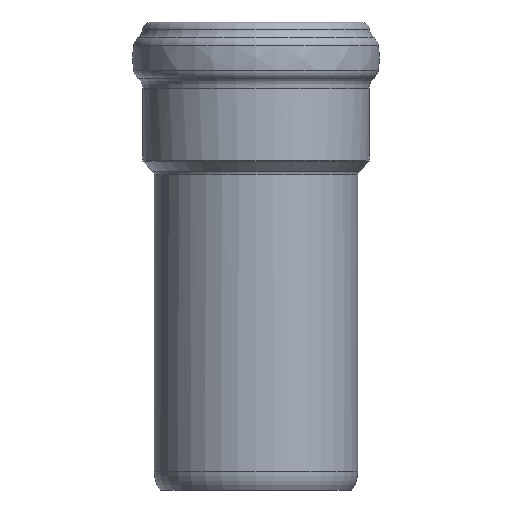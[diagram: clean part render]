
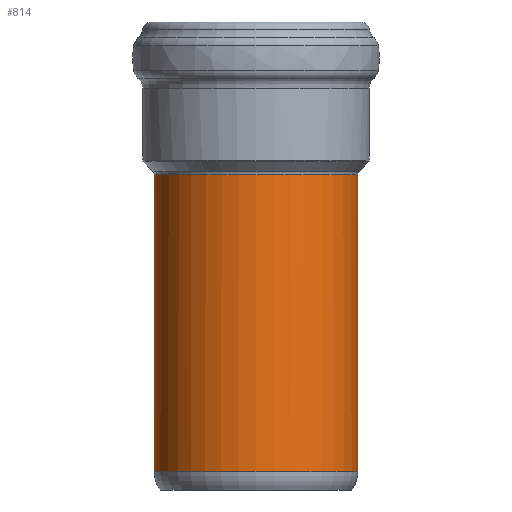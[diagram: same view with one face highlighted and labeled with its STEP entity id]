
A CAD part, left-side view. The second image highlights one B-rep face of the part: STEP entity #814.
In plain terms, the highlighted cylindrical face has radius 39.05 mm (diameter 78.1 mm), a full revolution.
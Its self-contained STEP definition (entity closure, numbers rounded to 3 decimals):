
#20=FACE_BOUND('',#242,.T.);
#65=CYLINDRICAL_SURFACE('',#900,39.05);
#113=B_SPLINE_CURVE_WITH_KNOTS('',3,(#1375,#1376,#1377,#1378,#1379,#1380,
#1381,#1382,#1383,#1384,#1385,#1386,#1387,#1388,#1389,#1390,#1391,#1392,
#1393,#1394,#1395,#1396,#1397,#1398,#1399,#1400,#1401,#1402,#1403,#1404,
#1405,#1406,#1407,#1408,#1409,#1410,#1411,#1412,#1413,#1414,#1415,#1416,
#1417,#1418,#1419,#1420,#1421,#1422,#1423,#1424,#1425,#1426,#1427,#1428,
#1429,#1430,#1431,#1432,#1433,#1434,#1435,#1436,#1437,#1438,#1439,#1440,
#1441,#1442,#1443,#1444,#1445,#1446,#1447,#1448,#1449,#1450,#1451,#1452,
#1453,#1454,#1455,#1456),.UNSPECIFIED.,.F.,.F.,(4,3,3,3,3,3,3,3,3,3,3,3,
3,3,3,3,3,3,3,3,3,3,3,3,3,3,3,4),(-18.813,-17.561,-16.811,
-16.309,-15.474,-15.117,-14.64,
-14.254,-13.805,-12.989,-12.97,
-12.135,-11.3,-10.465,-9.63,-8.796,
-7.961,-7.869,-7.127,-6.292,
-6.153,-5.457,-4.999,-4.622,
-3.787,-2.534,-1.797,-1.283),
 .UNSPECIFIED.);
#133=B_SPLINE_CURVE_WITH_KNOTS('',3,(#2054,#2055,#2056,#2057),
 .UNSPECIFIED.,.F.,.F.,(4,4),(-17.616,-17.267),
 .UNSPECIFIED.);
#135=B_SPLINE_CURVE_WITH_KNOTS('',3,(#2090,#2091,#2092,#2093),
 .UNSPECIFIED.,.F.,.F.,(4,4),(-12.694,-12.345),
 .UNSPECIFIED.);
#173=FACE_OUTER_BOUND('',#241,.T.);
#241=EDGE_LOOP('',(#675));
#242=EDGE_LOOP('',(#676,#677,#678,#679));
#343=CIRCLE('',#879,39.05);
#358=CIRCLE('',#901,39.05);
#405=VERTEX_POINT('',#1252);
#410=VERTEX_POINT('',#1262);
#412=VERTEX_POINT('',#1481);
#414=VERTEX_POINT('',#1487);
#433=VERTEX_POINT('',#2111);
#487=EDGE_CURVE('',#405,#410,#113,.T.);
#496=EDGE_CURVE('',#414,#412,#343,.T.);
#523=EDGE_CURVE('',#410,#414,#133,.T.);
#525=EDGE_CURVE('',#412,#405,#135,.T.);
#533=EDGE_CURVE('',#433,#433,#358,.T.);
#675=ORIENTED_EDGE('',*,*,#533,.T.);
#676=ORIENTED_EDGE('',*,*,#496,.F.);
#677=ORIENTED_EDGE('',*,*,#523,.F.);
#678=ORIENTED_EDGE('',*,*,#487,.F.);
#679=ORIENTED_EDGE('',*,*,#525,.F.);
#814=ADVANCED_FACE('',(#173,#20),#65,.T.);
#879=AXIS2_PLACEMENT_3D('',#1495,#1028,#1029);
#900=AXIS2_PLACEMENT_3D('',#2110,#1070,#1071);
#901=AXIS2_PLACEMENT_3D('',#2112,#1072,#1073);
#1028=DIRECTION('center_axis',(0.,0.,1.));
#1029=DIRECTION('ref_axis',(-1.,0.,0.));
#1070=DIRECTION('center_axis',(0.,0.,1.));
#1071=DIRECTION('ref_axis',(-1.,0.,0.));
#1072=DIRECTION('center_axis',(0.,0.,1.));
#1073=DIRECTION('ref_axis',(-1.,0.,0.));
#1252=CARTESIAN_POINT('',(35.604,-16.039,117.725));
#1262=CARTESIAN_POINT('',(35.604,16.039,117.725));
#1375=CARTESIAN_POINT('Ctrl Pts',(35.604,-16.039,117.725));
#1376=CARTESIAN_POINT('Ctrl Pts',(34.336,-18.854,115.101));
#1377=CARTESIAN_POINT('Ctrl Pts',(32.901,-21.171,112.013));
#1378=CARTESIAN_POINT('Ctrl Pts',(31.494,-23.088,108.666));
#1379=CARTESIAN_POINT('Ctrl Pts',(30.651,-24.235,106.663));
#1380=CARTESIAN_POINT('Ctrl Pts',(29.819,-25.239,104.566));
#1381=CARTESIAN_POINT('Ctrl Pts',(29.047,-26.099,102.384));
#1382=CARTESIAN_POINT('Ctrl Pts',(28.53,-26.675,100.921));
#1383=CARTESIAN_POINT('Ctrl Pts',(28.04,-27.187,99.419));
#1384=CARTESIAN_POINT('Ctrl Pts',(27.594,-27.632,97.881));
#1385=CARTESIAN_POINT('Ctrl Pts',(26.852,-28.373,95.326));
#1386=CARTESIAN_POINT('Ctrl Pts',(26.229,-28.933,92.671));
#1387=CARTESIAN_POINT('Ctrl Pts',(25.871,-29.25,89.932));
#1388=CARTESIAN_POINT('Ctrl Pts',(25.719,-29.386,88.762));
#1389=CARTESIAN_POINT('Ctrl Pts',(25.614,-29.477,87.577));
#1390=CARTESIAN_POINT('Ctrl Pts',(25.569,-29.516,86.389));
#1391=CARTESIAN_POINT('Ctrl Pts',(25.509,-29.568,84.799));
#1392=CARTESIAN_POINT('Ctrl Pts',(25.554,-29.526,83.199));
#1393=CARTESIAN_POINT('Ctrl Pts',(25.733,-29.37,81.627));
#1394=CARTESIAN_POINT('Ctrl Pts',(25.877,-29.243,80.358));
#1395=CARTESIAN_POINT('Ctrl Pts',(26.108,-29.041,79.108));
#1396=CARTESIAN_POINT('Ctrl Pts',(26.408,-28.767,77.897));
#1397=CARTESIAN_POINT('Ctrl Pts',(26.758,-28.447,76.484));
#1398=CARTESIAN_POINT('Ctrl Pts',(27.203,-28.028,75.119));
#1399=CARTESIAN_POINT('Ctrl Pts',(27.715,-27.511,73.831));
#1400=CARTESIAN_POINT('Ctrl Pts',(28.645,-26.572,71.493));
#1401=CARTESIAN_POINT('Ctrl Pts',(29.798,-25.311,69.409));
#1402=CARTESIAN_POINT('Ctrl Pts',(30.962,-23.797,67.574));
#1403=CARTESIAN_POINT('Ctrl Pts',(30.989,-23.762,67.532));
#1404=CARTESIAN_POINT('Ctrl Pts',(31.016,-23.727,67.49));
#1405=CARTESIAN_POINT('Ctrl Pts',(31.043,-23.692,67.447));
#1406=CARTESIAN_POINT('Ctrl Pts',(32.235,-22.131,65.581));
#1407=CARTESIAN_POINT('Ctrl Pts',(33.436,-20.305,63.972));
#1408=CARTESIAN_POINT('Ctrl Pts',(34.516,-18.262,62.615));
#1409=CARTESIAN_POINT('Ctrl Pts',(35.596,-16.22,61.257));
#1410=CARTESIAN_POINT('Ctrl Pts',(36.557,-13.961,60.151));
#1411=CARTESIAN_POINT('Ctrl Pts',(37.303,-11.55,59.311));
#1412=CARTESIAN_POINT('Ctrl Pts',(38.05,-9.139,58.471));
#1413=CARTESIAN_POINT('Ctrl Pts',(38.583,-6.576,57.897));
#1414=CARTESIAN_POINT('Ctrl Pts',(38.849,-3.957,57.611));
#1415=CARTESIAN_POINT('Ctrl Pts',(39.116,-1.338,57.324));
#1416=CARTESIAN_POINT('Ctrl Pts',(39.116,1.338,57.324));
#1417=CARTESIAN_POINT('Ctrl Pts',(38.85,3.957,57.611));
#1418=CARTESIAN_POINT('Ctrl Pts',(38.583,6.576,57.897));
#1419=CARTESIAN_POINT('Ctrl Pts',(38.05,9.139,58.471));
#1420=CARTESIAN_POINT('Ctrl Pts',(37.304,11.55,59.311));
#1421=CARTESIAN_POINT('Ctrl Pts',(36.557,13.961,60.151));
#1422=CARTESIAN_POINT('Ctrl Pts',(35.597,16.22,61.257));
#1423=CARTESIAN_POINT('Ctrl Pts',(34.517,18.262,62.615));
#1424=CARTESIAN_POINT('Ctrl Pts',(34.397,18.488,62.765));
#1425=CARTESIAN_POINT('Ctrl Pts',(34.276,18.712,62.918));
#1426=CARTESIAN_POINT('Ctrl Pts',(34.154,18.932,63.075));
#1427=CARTESIAN_POINT('Ctrl Pts',(33.171,20.705,64.331));
#1428=CARTESIAN_POINT('Ctrl Pts',(32.105,22.301,65.791));
#1429=CARTESIAN_POINT('Ctrl Pts',(31.046,23.688,67.453));
#1430=CARTESIAN_POINT('Ctrl Pts',(29.854,25.248,69.322));
#1431=CARTESIAN_POINT('Ctrl Pts',(28.671,26.544,71.447));
#1432=CARTESIAN_POINT('Ctrl Pts',(27.719,27.506,73.835));
#1433=CARTESIAN_POINT('Ctrl Pts',(27.56,27.667,74.233));
#1434=CARTESIAN_POINT('Ctrl Pts',(27.408,27.818,74.639));
#1435=CARTESIAN_POINT('Ctrl Pts',(27.263,27.96,75.051));
#1436=CARTESIAN_POINT('Ctrl Pts',(26.538,28.668,77.11));
#1437=CARTESIAN_POINT('Ctrl Pts',(25.996,29.14,79.339));
#1438=CARTESIAN_POINT('Ctrl Pts',(25.735,29.369,81.625));
#1439=CARTESIAN_POINT('Ctrl Pts',(25.563,29.519,83.13));
#1440=CARTESIAN_POINT('Ctrl Pts',(25.514,29.564,84.66));
#1441=CARTESIAN_POINT('Ctrl Pts',(25.562,29.522,86.185));
#1442=CARTESIAN_POINT('Ctrl Pts',(25.603,29.487,87.442));
#1443=CARTESIAN_POINT('Ctrl Pts',(25.71,29.393,88.696));
#1444=CARTESIAN_POINT('Ctrl Pts',(25.871,29.25,89.934));
#1445=CARTESIAN_POINT('Ctrl Pts',(26.228,28.932,92.673));
#1446=CARTESIAN_POINT('Ctrl Pts',(26.852,28.372,95.327));
#1447=CARTESIAN_POINT('Ctrl Pts',(27.594,27.632,97.882));
#1448=CARTESIAN_POINT('Ctrl Pts',(28.706,26.522,101.712));
#1449=CARTESIAN_POINT('Ctrl Pts',(30.084,25.008,105.319));
#1450=CARTESIAN_POINT('Ctrl Pts',(31.492,23.089,108.667));
#1451=CARTESIAN_POINT('Ctrl Pts',(32.321,21.96,110.638));
#1452=CARTESIAN_POINT('Ctrl Pts',(33.16,20.691,112.519));
#1453=CARTESIAN_POINT('Ctrl Pts',(33.97,19.264,114.269));
#1454=CARTESIAN_POINT('Ctrl Pts',(34.534,18.268,115.489));
#1455=CARTESIAN_POINT('Ctrl Pts',(35.084,17.195,116.648));
#1456=CARTESIAN_POINT('Ctrl Pts',(35.604,16.039,117.725));
#1481=CARTESIAN_POINT('',(36.12,-14.841,120.929));
#1487=CARTESIAN_POINT('',(36.12,14.841,120.929));
#1495=CARTESIAN_POINT('Origin',(0.,0.,120.929));
#2054=CARTESIAN_POINT('Ctrl Pts',(35.604,16.039,117.725));
#2055=CARTESIAN_POINT('Ctrl Pts',(35.769,15.672,118.807));
#2056=CARTESIAN_POINT('Ctrl Pts',(35.942,15.274,119.876));
#2057=CARTESIAN_POINT('Ctrl Pts',(36.12,14.841,120.929));
#2090=CARTESIAN_POINT('Ctrl Pts',(36.12,-14.841,120.929));
#2091=CARTESIAN_POINT('Ctrl Pts',(35.942,-15.274,119.876));
#2092=CARTESIAN_POINT('Ctrl Pts',(35.769,-15.672,118.807));
#2093=CARTESIAN_POINT('Ctrl Pts',(35.604,-16.039,117.725));
#2110=CARTESIAN_POINT('Origin',(0.,0.,0.));
#2111=CARTESIAN_POINT('',(-39.05,0.,7.));
#2112=CARTESIAN_POINT('Origin',(0.,0.,7.));
